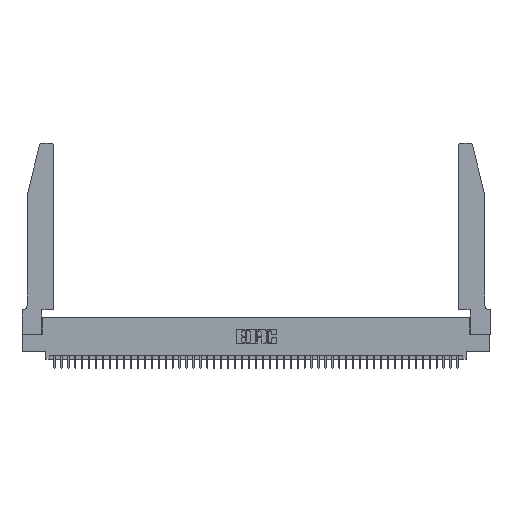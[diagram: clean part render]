
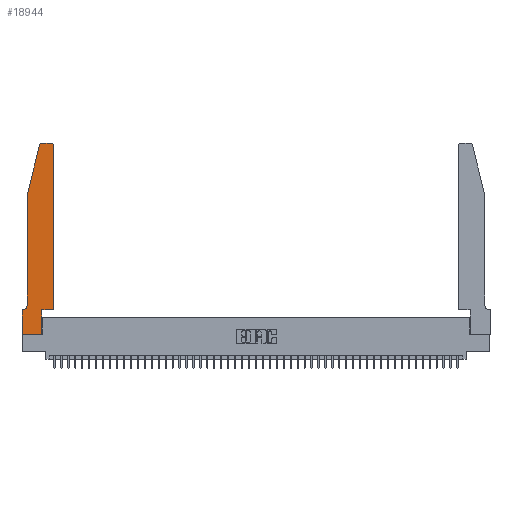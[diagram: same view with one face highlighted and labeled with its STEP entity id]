
A CAD part, top view. The second image highlights one B-rep face of the part: STEP entity #18944.
In plain terms, the highlighted planar face has unit normal (0, 0, 1).
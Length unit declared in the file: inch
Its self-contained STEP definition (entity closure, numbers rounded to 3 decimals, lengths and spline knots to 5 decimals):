
#1052 = CARTESIAN_POINT ( 'NONE',  ( 0.4505, 2.72, 0.37 ) ) ;
#1232 = ORIENTED_EDGE ( 'NONE', *, *, #23212, .T. ) ;
#1379 = VECTOR ( 'NONE', #40894, 39.37008 ) ;
#1454 = DIRECTION ( 'NONE',  ( 0., 1., 0. ) ) ;
#1502 = ORIENTED_EDGE ( 'NONE', *, *, #40750, .T. ) ;
#1580 = VERTEX_POINT ( 'NONE', #45515 ) ;
#1697 = CARTESIAN_POINT ( 'NONE',  ( 0.0755, 0.42, 0.37 ) ) ;
#1719 = CARTESIAN_POINT ( 'NONE',  ( 0., 0., 0.37 ) ) ;
#2655 = DIRECTION ( 'NONE',  ( 1., 0., 0. ) ) ;
#3559 = ORIENTED_EDGE ( 'NONE', *, *, #28444, .T. ) ;
#4833 = ORIENTED_EDGE ( 'NONE', *, *, #46684, .T. ) ;
#5451 = AXIS2_PLACEMENT_3D ( 'NONE', #33225, #48644, #15139 ) ;
#7128 = FACE_OUTER_BOUND ( 'NONE', #45935, .T. ) ;
#7768 = EDGE_CURVE ( 'NONE', #1580, #15553, #14575, .T. ) ;
#8036 = LINE ( 'NONE', #42708, #30214 ) ;
#8148 = ORIENTED_EDGE ( 'NONE', *, *, #27543, .T. ) ;
#8375 = VERTEX_POINT ( 'NONE', #42277 ) ;
#8814 = VERTEX_POINT ( 'NONE', #1052 ) ;
#8917 = DIRECTION ( 'NONE',  ( 1., 0., 0. ) ) ;
#8964 = VECTOR ( 'NONE', #8917, 39.37008 ) ;
#9155 = VECTOR ( 'NONE', #10863, 39.37008 ) ;
#10315 = EDGE_CURVE ( 'NONE', #15553, #12739, #12556, .T. ) ;
#10863 = DIRECTION ( 'NONE',  ( 0., -1., 0. ) ) ;
#11061 = CARTESIAN_POINT ( 'NONE',  ( 0.2865, 0., 0.37 ) ) ;
#11611 = VECTOR ( 'NONE', #1454, 39.37008 ) ;
#12556 = CIRCLE ( 'NONE', #5451, 0.07 ) ;
#12739 = VERTEX_POINT ( 'NONE', #16836 ) ;
#12860 = DIRECTION ( 'NONE',  ( 1., 0., 0. ) ) ;
#12985 = VERTEX_POINT ( 'NONE', #29198 ) ;
#13427 = VERTEX_POINT ( 'NONE', #36353 ) ;
#13603 = CARTESIAN_POINT ( 'NONE',  ( 0.0755, 2., 0.37 ) ) ;
#14391 = VECTOR ( 'NONE', #20816, 39.37008 ) ;
#14575 = LINE ( 'NONE', #30163, #9155 ) ;
#15139 = DIRECTION ( 'NONE',  ( -1., 0., 0. ) ) ;
#15218 = CIRCLE ( 'NONE', #43740, 0.03 ) ;
#15553 = VERTEX_POINT ( 'NONE', #1697 ) ;
#16112 = LINE ( 'NONE', #34935, #8964 ) ;
#16836 = CARTESIAN_POINT ( 'NONE',  ( 0.0055, 0.35, 0.37 ) ) ;
#17835 = VERTEX_POINT ( 'NONE', #11061 ) ;
#18470 = LINE ( 'NONE', #32819, #20141 ) ;
#18865 = EDGE_CURVE ( 'NONE', #13427, #8375, #46811, .T. ) ;
#18944 = ADVANCED_FACE ( 'NONE', ( #7128 ), #37344, .T. ) ;
#19358 = VERTEX_POINT ( 'NONE', #40764 ) ;
#19481 = DIRECTION ( 'NONE',  ( 0., 0., 1. ) ) ;
#19655 = EDGE_CURVE ( 'NONE', #43662, #1580, #21306, .T. ) ;
#20141 = VECTOR ( 'NONE', #33555, 39.37008 ) ;
#20785 = EDGE_CURVE ( 'NONE', #40932, #46788, #28974, .T. ) ;
#20816 = DIRECTION ( 'NONE',  ( -0.239, -0.971, 0. ) ) ;
#21306 = LINE ( 'NONE', #13603, #14391 ) ;
#22894 = DIRECTION ( 'NONE',  ( 1., 0., 0. ) ) ;
#23186 = AXIS2_PLACEMENT_3D ( 'NONE', #48538, #33610, #2655 ) ;
#23212 = EDGE_CURVE ( 'NONE', #19358, #8814, #18470, .T. ) ;
#23538 = DIRECTION ( 'NONE',  ( 0., 0., 1. ) ) ;
#26149 = CIRCLE ( 'NONE', #32468, 0.03 ) ;
#26889 = CARTESIAN_POINT ( 'NONE',  ( 0.284, 2.72, 0.37 ) ) ;
#27543 = EDGE_CURVE ( 'NONE', #17835, #12985, #36145, .T. ) ;
#28292 = ORIENTED_EDGE ( 'NONE', *, *, #19655, .T. ) ;
#28323 = ORIENTED_EDGE ( 'NONE', *, *, #42492, .T. ) ;
#28444 = EDGE_CURVE ( 'NONE', #12739, #40932, #33936, .T. ) ;
#28974 = LINE ( 'NONE', #1719, #32640 ) ;
#29198 = CARTESIAN_POINT ( 'NONE',  ( 0.2865, 0.35, 0.37 ) ) ;
#29918 = ORIENTED_EDGE ( 'NONE', *, *, #18865, .T. ) ;
#30163 = CARTESIAN_POINT ( 'NONE',  ( 0.0755, 2., 0.37 ) ) ;
#30214 = VECTOR ( 'NONE', #22894, 39.37008 ) ;
#30744 = ORIENTED_EDGE ( 'NONE', *, *, #47943, .T. ) ;
#32133 = CARTESIAN_POINT ( 'NONE',  ( 0.2605, 2.75, 0.37 ) ) ;
#32468 = AXIS2_PLACEMENT_3D ( 'NONE', #26889, #19481, #41797 ) ;
#32640 = VECTOR ( 'NONE', #47373, 39.37008 ) ;
#32819 = CARTESIAN_POINT ( 'NONE',  ( 0.4505, 0.35, 0.37 ) ) ;
#33225 = CARTESIAN_POINT ( 'NONE',  ( 0.0055, 0.42, 0.37 ) ) ;
#33555 = DIRECTION ( 'NONE',  ( 0., 1., 0. ) ) ;
#33610 = DIRECTION ( 'NONE',  ( 0., 0., 1. ) ) ;
#33936 = LINE ( 'NONE', #44617, #1379 ) ;
#34935 = CARTESIAN_POINT ( 'NONE',  ( 0.4505, 0.35, 0.37 ) ) ;
#36145 = LINE ( 'NONE', #46831, #11611 ) ;
#36353 = CARTESIAN_POINT ( 'NONE',  ( 0.4205, 2.75, 0.37 ) ) ;
#37344 = PLANE ( 'NONE',  #23186 ) ;
#38410 = CARTESIAN_POINT ( 'NONE',  ( 0.4205, 2.72, 0.37 ) ) ;
#40750 = EDGE_CURVE ( 'NONE', #8375, #43662, #26149, .T. ) ;
#40764 = CARTESIAN_POINT ( 'NONE',  ( 0.4505, 0.35, 0.37 ) ) ;
#40894 = DIRECTION ( 'NONE',  ( -1., 0., 0. ) ) ;
#40932 = VERTEX_POINT ( 'NONE', #47729 ) ;
#41210 = ORIENTED_EDGE ( 'NONE', *, *, #7768, .T. ) ;
#41797 = DIRECTION ( 'NONE',  ( 1., 0., 0. ) ) ;
#42277 = CARTESIAN_POINT ( 'NONE',  ( 0.284, 2.75, 0.37 ) ) ;
#42492 = EDGE_CURVE ( 'NONE', #46788, #17835, #8036, .T. ) ;
#42708 = CARTESIAN_POINT ( 'NONE',  ( 0., 0., 0.37 ) ) ;
#43082 = DIRECTION ( 'NONE',  ( -1., 0., 0. ) ) ;
#43662 = VERTEX_POINT ( 'NONE', #45218 ) ;
#43740 = AXIS2_PLACEMENT_3D ( 'NONE', #38410, #23538, #12860 ) ;
#44617 = CARTESIAN_POINT ( 'NONE',  ( 0.0755, 0.35, 0.37 ) ) ;
#45218 = CARTESIAN_POINT ( 'NONE',  ( 0.25487, 2.72718, 0.37 ) ) ;
#45423 = ORIENTED_EDGE ( 'NONE', *, *, #10315, .T. ) ;
#45515 = CARTESIAN_POINT ( 'NONE',  ( 0.0755, 2., 0.37 ) ) ;
#45935 = EDGE_LOOP ( 'NONE', ( #29918, #1502, #28292, #41210, #45423, #3559, #46178, #28323, #8148, #30744, #1232, #4833 ) ) ;
#46178 = ORIENTED_EDGE ( 'NONE', *, *, #20785, .T. ) ;
#46684 = EDGE_CURVE ( 'NONE', #8814, #13427, #15218, .T. ) ;
#46788 = VERTEX_POINT ( 'NONE', #46841 ) ;
#46811 = LINE ( 'NONE', #32133, #48514 ) ;
#46831 = CARTESIAN_POINT ( 'NONE',  ( 0.2865, 0.35, 0.37 ) ) ;
#46841 = CARTESIAN_POINT ( 'NONE',  ( 0., 0., 0.37 ) ) ;
#47373 = DIRECTION ( 'NONE',  ( 0., -1., 0. ) ) ;
#47729 = CARTESIAN_POINT ( 'NONE',  ( 0., 0.35, 0.37 ) ) ;
#47943 = EDGE_CURVE ( 'NONE', #12985, #19358, #16112, .T. ) ;
#48514 = VECTOR ( 'NONE', #43082, 39.37008 ) ;
#48538 = CARTESIAN_POINT ( 'NONE',  ( 0., 0.35, 0.37 ) ) ;
#48644 = DIRECTION ( 'NONE',  ( 0., 0., -1. ) ) ;
